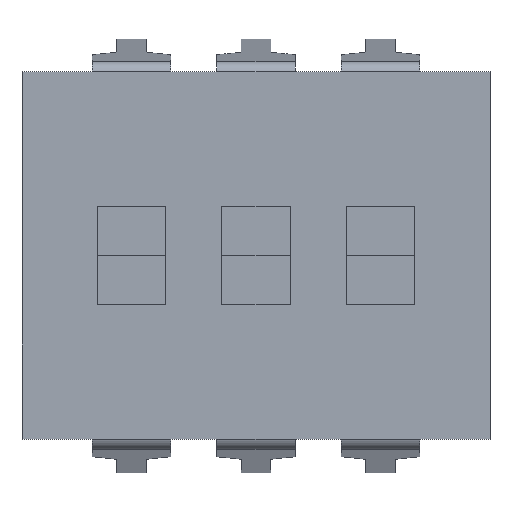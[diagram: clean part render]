
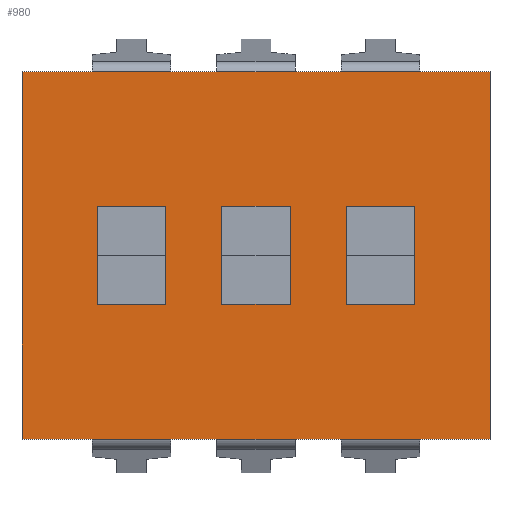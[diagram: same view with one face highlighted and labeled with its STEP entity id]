
A CAD part, top view. The second image highlights one B-rep face of the part: STEP entity #980.
In plain terms, the highlighted planar face has unit normal (0, 0, 1).
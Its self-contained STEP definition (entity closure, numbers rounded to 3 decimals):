
#507 = VERTEX_POINT('',#508);
#508 = CARTESIAN_POINT('',(-2.235,0.06,4.7));
#514 = EDGE_CURVE('',#507,#515,#517,.T.);
#515 = VERTEX_POINT('',#516);
#516 = CARTESIAN_POINT('',(-2.235,7.56,4.7));
#517 = LINE('',#518,#519);
#518 = CARTESIAN_POINT('',(-2.235,0.06,4.7));
#519 = VECTOR('',#520,1.);
#520 = DIRECTION('',(0.,1.,0.));
#547 = VERTEX_POINT('',#548);
#548 = CARTESIAN_POINT('',(7.315,0.06,4.7));
#554 = EDGE_CURVE('',#547,#555,#557,.T.);
#555 = VERTEX_POINT('',#556);
#556 = CARTESIAN_POINT('',(7.315,7.56,4.7));
#557 = LINE('',#558,#559);
#558 = CARTESIAN_POINT('',(7.315,0.06,4.7));
#559 = VECTOR('',#560,1.);
#560 = DIRECTION('',(0.,1.,0.));
#586 = EDGE_CURVE('',#507,#547,#587,.T.);
#587 = LINE('',#588,#589);
#588 = CARTESIAN_POINT('',(-2.235,0.06,4.7));
#589 = VECTOR('',#590,1.);
#590 = DIRECTION('',(1.,0.,0.));
#980 = ADVANCED_FACE('',(#981,#992,#1042,#1092),#1142,.T.);
#981 = FACE_BOUND('',#982,.T.);
#982 = EDGE_LOOP('',(#983,#984,#985,#991));
#983 = ORIENTED_EDGE('',*,*,#586,.T.);
#984 = ORIENTED_EDGE('',*,*,#554,.T.);
#985 = ORIENTED_EDGE('',*,*,#986,.F.);
#986 = EDGE_CURVE('',#515,#555,#987,.T.);
#987 = LINE('',#988,#989);
#988 = CARTESIAN_POINT('',(-2.235,7.56,4.7));
#989 = VECTOR('',#990,1.);
#990 = DIRECTION('',(1.,0.,0.));
#991 = ORIENTED_EDGE('',*,*,#514,.F.);
#992 = FACE_BOUND('',#993,.T.);
#993 = EDGE_LOOP('',(#994,#1004,#1012,#1020,#1028,#1036));
#994 = ORIENTED_EDGE('',*,*,#995,.T.);
#995 = EDGE_CURVE('',#996,#998,#1000,.T.);
#996 = VERTEX_POINT('',#997);
#997 = CARTESIAN_POINT('',(4.38,2.81,4.7));
#998 = VERTEX_POINT('',#999);
#999 = CARTESIAN_POINT('',(4.38,3.81,4.7));
#1000 = LINE('',#1001,#1002);
#1001 = CARTESIAN_POINT('',(4.38,1.435,4.7));
#1002 = VECTOR('',#1003,1.);
#1003 = DIRECTION('',(0.,1.,0.));
#1004 = ORIENTED_EDGE('',*,*,#1005,.T.);
#1005 = EDGE_CURVE('',#998,#1006,#1008,.T.);
#1006 = VERTEX_POINT('',#1007);
#1007 = CARTESIAN_POINT('',(4.38,4.81,4.7));
#1008 = LINE('',#1009,#1010);
#1009 = CARTESIAN_POINT('',(4.38,1.435,4.7));
#1010 = VECTOR('',#1011,1.);
#1011 = DIRECTION('',(0.,1.,0.));
#1012 = ORIENTED_EDGE('',*,*,#1013,.T.);
#1013 = EDGE_CURVE('',#1006,#1014,#1016,.T.);
#1014 = VERTEX_POINT('',#1015);
#1015 = CARTESIAN_POINT('',(5.78,4.81,4.7));
#1016 = LINE('',#1017,#1018);
#1017 = CARTESIAN_POINT('',(1.073,4.81,4.7));
#1018 = VECTOR('',#1019,1.);
#1019 = DIRECTION('',(1.,0.,0.));
#1020 = ORIENTED_EDGE('',*,*,#1021,.T.);
#1021 = EDGE_CURVE('',#1014,#1022,#1024,.T.);
#1022 = VERTEX_POINT('',#1023);
#1023 = CARTESIAN_POINT('',(5.78,3.81,4.7));
#1024 = LINE('',#1025,#1026);
#1025 = CARTESIAN_POINT('',(5.78,2.435,4.7));
#1026 = VECTOR('',#1027,1.);
#1027 = DIRECTION('',(0.,-1.,0.));
#1028 = ORIENTED_EDGE('',*,*,#1029,.T.);
#1029 = EDGE_CURVE('',#1022,#1030,#1032,.T.);
#1030 = VERTEX_POINT('',#1031);
#1031 = CARTESIAN_POINT('',(5.78,2.81,4.7));
#1032 = LINE('',#1033,#1034);
#1033 = CARTESIAN_POINT('',(5.78,2.435,4.7));
#1034 = VECTOR('',#1035,1.);
#1035 = DIRECTION('',(0.,-1.,0.));
#1036 = ORIENTED_EDGE('',*,*,#1037,.T.);
#1037 = EDGE_CURVE('',#1030,#996,#1038,.T.);
#1038 = LINE('',#1039,#1040);
#1039 = CARTESIAN_POINT('',(1.773,2.81,4.7));
#1040 = VECTOR('',#1041,1.);
#1041 = DIRECTION('',(-1.,0.,0.));
#1042 = FACE_BOUND('',#1043,.T.);
#1043 = EDGE_LOOP('',(#1044,#1054,#1062,#1070,#1078,#1086));
#1044 = ORIENTED_EDGE('',*,*,#1045,.T.);
#1045 = EDGE_CURVE('',#1046,#1048,#1050,.T.);
#1046 = VERTEX_POINT('',#1047);
#1047 = CARTESIAN_POINT('',(1.84,2.81,4.7));
#1048 = VERTEX_POINT('',#1049);
#1049 = CARTESIAN_POINT('',(1.84,3.81,4.7));
#1050 = LINE('',#1051,#1052);
#1051 = CARTESIAN_POINT('',(1.84,1.435,4.7));
#1052 = VECTOR('',#1053,1.);
#1053 = DIRECTION('',(0.,1.,0.));
#1054 = ORIENTED_EDGE('',*,*,#1055,.T.);
#1055 = EDGE_CURVE('',#1048,#1056,#1058,.T.);
#1056 = VERTEX_POINT('',#1057);
#1057 = CARTESIAN_POINT('',(1.84,4.81,4.7));
#1058 = LINE('',#1059,#1060);
#1059 = CARTESIAN_POINT('',(1.84,1.435,4.7));
#1060 = VECTOR('',#1061,1.);
#1061 = DIRECTION('',(0.,1.,0.));
#1062 = ORIENTED_EDGE('',*,*,#1063,.T.);
#1063 = EDGE_CURVE('',#1056,#1064,#1066,.T.);
#1064 = VERTEX_POINT('',#1065);
#1065 = CARTESIAN_POINT('',(3.24,4.81,4.7));
#1066 = LINE('',#1067,#1068);
#1067 = CARTESIAN_POINT('',(-0.198,4.81,4.7));
#1068 = VECTOR('',#1069,1.);
#1069 = DIRECTION('',(1.,0.,0.));
#1070 = ORIENTED_EDGE('',*,*,#1071,.T.);
#1071 = EDGE_CURVE('',#1064,#1072,#1074,.T.);
#1072 = VERTEX_POINT('',#1073);
#1073 = CARTESIAN_POINT('',(3.24,3.81,4.7));
#1074 = LINE('',#1075,#1076);
#1075 = CARTESIAN_POINT('',(3.24,2.435,4.7));
#1076 = VECTOR('',#1077,1.);
#1077 = DIRECTION('',(0.,-1.,0.));
#1078 = ORIENTED_EDGE('',*,*,#1079,.T.);
#1079 = EDGE_CURVE('',#1072,#1080,#1082,.T.);
#1080 = VERTEX_POINT('',#1081);
#1081 = CARTESIAN_POINT('',(3.24,2.81,4.7));
#1082 = LINE('',#1083,#1084);
#1083 = CARTESIAN_POINT('',(3.24,2.435,4.7));
#1084 = VECTOR('',#1085,1.);
#1085 = DIRECTION('',(0.,-1.,0.));
#1086 = ORIENTED_EDGE('',*,*,#1087,.T.);
#1087 = EDGE_CURVE('',#1080,#1046,#1088,.T.);
#1088 = LINE('',#1089,#1090);
#1089 = CARTESIAN_POINT('',(0.503,2.81,4.7));
#1090 = VECTOR('',#1091,1.);
#1091 = DIRECTION('',(-1.,0.,0.));
#1092 = FACE_BOUND('',#1093,.T.);
#1093 = EDGE_LOOP('',(#1094,#1104,#1112,#1120,#1128,#1136));
#1094 = ORIENTED_EDGE('',*,*,#1095,.T.);
#1095 = EDGE_CURVE('',#1096,#1098,#1100,.T.);
#1096 = VERTEX_POINT('',#1097);
#1097 = CARTESIAN_POINT('',(-0.7,2.81,4.7));
#1098 = VERTEX_POINT('',#1099);
#1099 = CARTESIAN_POINT('',(-0.7,3.81,4.7));
#1100 = LINE('',#1101,#1102);
#1101 = CARTESIAN_POINT('',(-0.7,1.435,4.7));
#1102 = VECTOR('',#1103,1.);
#1103 = DIRECTION('',(0.,1.,0.));
#1104 = ORIENTED_EDGE('',*,*,#1105,.T.);
#1105 = EDGE_CURVE('',#1098,#1106,#1108,.T.);
#1106 = VERTEX_POINT('',#1107);
#1107 = CARTESIAN_POINT('',(-0.7,4.81,4.7));
#1108 = LINE('',#1109,#1110);
#1109 = CARTESIAN_POINT('',(-0.7,1.435,4.7));
#1110 = VECTOR('',#1111,1.);
#1111 = DIRECTION('',(0.,1.,0.));
#1112 = ORIENTED_EDGE('',*,*,#1113,.T.);
#1113 = EDGE_CURVE('',#1106,#1114,#1116,.T.);
#1114 = VERTEX_POINT('',#1115);
#1115 = CARTESIAN_POINT('',(0.7,4.81,4.7));
#1116 = LINE('',#1117,#1118);
#1117 = CARTESIAN_POINT('',(-1.468,4.81,4.7));
#1118 = VECTOR('',#1119,1.);
#1119 = DIRECTION('',(1.,0.,0.));
#1120 = ORIENTED_EDGE('',*,*,#1121,.T.);
#1121 = EDGE_CURVE('',#1114,#1122,#1124,.T.);
#1122 = VERTEX_POINT('',#1123);
#1123 = CARTESIAN_POINT('',(0.7,3.81,4.7));
#1124 = LINE('',#1125,#1126);
#1125 = CARTESIAN_POINT('',(0.7,2.435,4.7));
#1126 = VECTOR('',#1127,1.);
#1127 = DIRECTION('',(0.,-1.,0.));
#1128 = ORIENTED_EDGE('',*,*,#1129,.T.);
#1129 = EDGE_CURVE('',#1122,#1130,#1132,.T.);
#1130 = VERTEX_POINT('',#1131);
#1131 = CARTESIAN_POINT('',(0.7,2.81,4.7));
#1132 = LINE('',#1133,#1134);
#1133 = CARTESIAN_POINT('',(0.7,2.435,4.7));
#1134 = VECTOR('',#1135,1.);
#1135 = DIRECTION('',(0.,-1.,0.));
#1136 = ORIENTED_EDGE('',*,*,#1137,.T.);
#1137 = EDGE_CURVE('',#1130,#1096,#1138,.T.);
#1138 = LINE('',#1139,#1140);
#1139 = CARTESIAN_POINT('',(-0.768,2.81,4.7));
#1140 = VECTOR('',#1141,1.);
#1141 = DIRECTION('',(-1.,0.,0.));
#1142 = PLANE('',#1143);
#1143 = AXIS2_PLACEMENT_3D('',#1144,#1145,#1146);
#1144 = CARTESIAN_POINT('',(-2.235,0.06,4.7));
#1145 = DIRECTION('',(0.,0.,1.));
#1146 = DIRECTION('',(0.,1.,0.));
